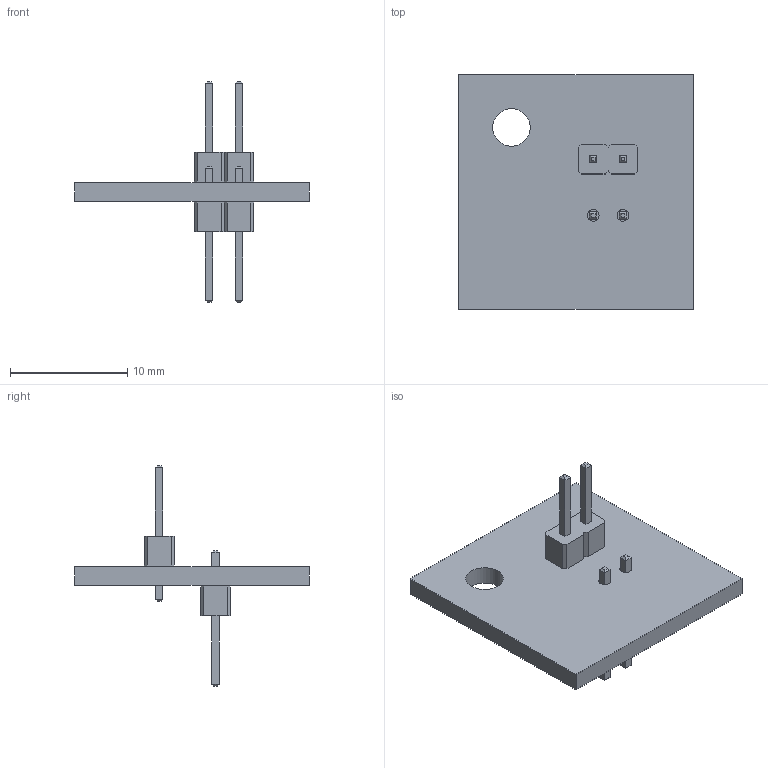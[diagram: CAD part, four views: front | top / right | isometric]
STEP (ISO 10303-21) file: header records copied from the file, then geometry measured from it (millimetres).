
FILE_DESCRIPTION(('KiCad electronic assembly'),'2;1');
FILE_NAME('hello-kicad.step','2025-03-18T21:12:39',('Pcbnew'),('Kicad'), 'Open CASCADE STEP processor 7.6','KiCad to STEP converter','Unknown' );
FILE_SCHEMA(('AUTOMOTIVE_DESIGN { 1 0 10303 214 1 1 1 1 }'));
Length unit declared in the file: millimetre
Products named in the file (4): hello-kicad 1; PinHeader_1x02_P2.54mm_Vertical; PinHeader_1x02_P254mm_Vertical; hello_PCB
Assembly tree (4 placements, depth 3):
  hello-kicad 1
    PinHeader_1x02_P2.54mm_Vertical  x2
      PinHeader_1x02_P254mm_Vertical
    hello_PCB
Bounding box: 20 x 20 x 18.78 mm (x, y, z)
Volume: 700.9 mm3; surface area: 1158.8 mm2
Topology: 3 solids, 3 shells, 115 faces, 271 edges, 170 vertices
Faces by surface type: plane 110, cylinder 5
Full cylindrical faces by diameter (mm): 1 x4, 3.2 x1
Entity records: 2231 total; most frequent: CARTESIAN_POINT 311, ORIENTED_EDGE 298, DIRECTION 295, EDGE_CURVE 149, LINE 139, VECTOR 139, VERTEX_POINT 94, AXIS2_PLACEMENT_3D 78
